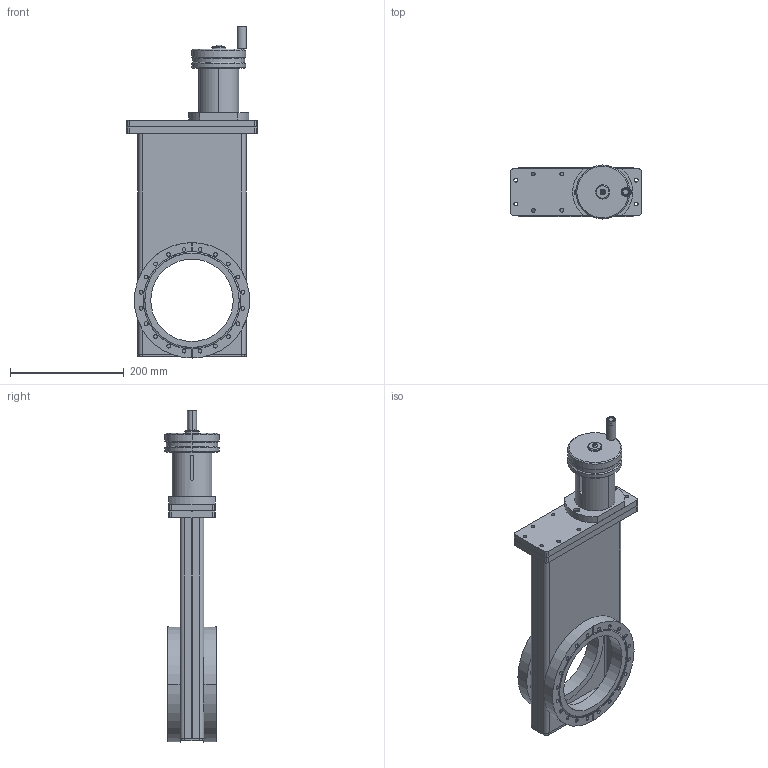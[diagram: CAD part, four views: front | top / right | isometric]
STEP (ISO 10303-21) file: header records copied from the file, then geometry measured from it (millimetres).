
FILE_DESCRIPTION (( 'STEP AP214' ), '1' );
FILE_NAME ('TLG6000-100-21(800600)-1200_GATE_VALVE_6_I.D._X_8.0_O.D._CF_FLANGE_PORTS_METAL_SEAL_BONNET_MANUAL_ACTUATION.STEP', '2025-04-14T22:59:17', ( '' ), ( '' ), 'SwSTEP 2.0', 'SolidWorks 2023', '' );
FILE_SCHEMA (( 'AUTOMOTIVE_DESIGN' ));
Length unit declared in the file: millimetre
Products named in the file (1): TLG6000-100-21(800600)-1200_GATE_VALVE_6_I.D._X_8.0_O.D._CF_FLANGE_PORTS_METAL_SEAL_BONNET_MANUAL_ACTUATION
Bounding box: 230 x 95 x 584 mm (x, y, z)
Volume: 1901971.6 mm3; surface area: 619033.3 mm2
Topology: 24 solids, 24 shells, 599 faces, 1518 edges, 982 vertices
Faces by surface type: cylinder 344, plane 171, torus 40, cone 28, sphere 16
Entity records: 19200 total; most frequent: CARTESIAN_POINT 3974, DIRECTION 3306, ORIENTED_EDGE 2940, EDGE_CURVE 1470, AXIS2_PLACEMENT_3D 1340, VERTEX_POINT 958, EDGE_LOOP 800, CIRCLE 740
